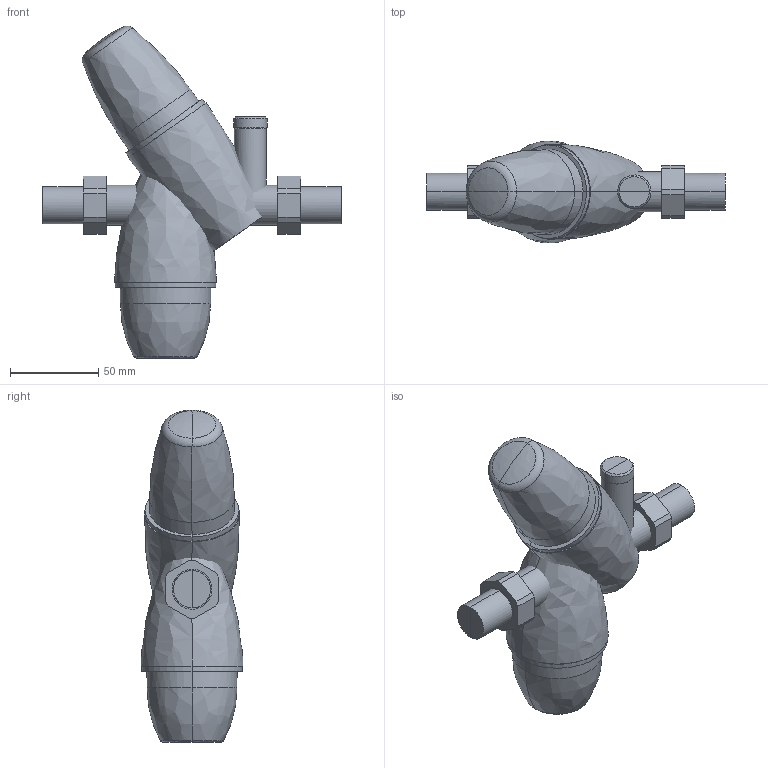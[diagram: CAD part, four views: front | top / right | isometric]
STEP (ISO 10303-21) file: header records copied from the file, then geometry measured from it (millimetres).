
FILE_DESCRIPTION(('CATIA V5 STEP Exchange'),'2;1');
FILE_NAME('STEP_535140_-_TST.stp','2019-12-03T15:59:50+00:00',('none'),('none'),'CATIA Version 5-6 Release 2016 SP4','CATIA V5 STEP AP203','none');
FILE_SCHEMA(('CONFIG_CONTROL_DESIGN'));
Length unit declared in the file: millimetre
Products named in the file (1): 535140 - TST
Bounding box: 169 x 57.74 x 188 mm (x, y, z)
Volume: 525241.7 mm3; surface area: 72384.4 mm2
Topology: 9 solids, 9 shells, 98 faces, 217 edges, 135 vertices
Faces by surface type: plane 62, cylinder 18, bspline 10, torus 4, cone 4
Entity records: 3525 total; most frequent: CARTESIAN_POINT 1511, ORIENTED_EDGE 430, DIRECTION 344, EDGE_CURVE 215, VERTEX_POINT 135, AXIS2_PLACEMENT_3D 131, VECTOR 115, LINE 115
